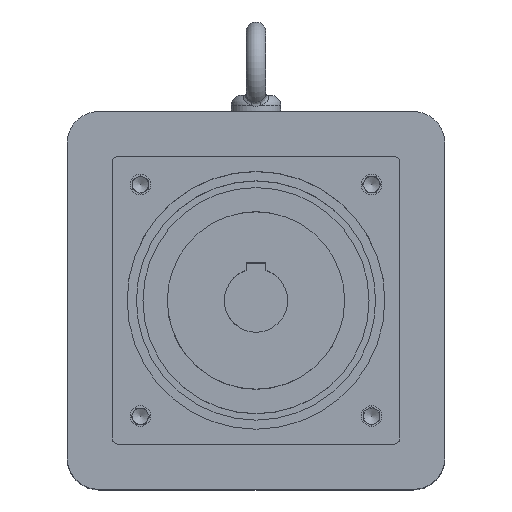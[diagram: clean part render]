
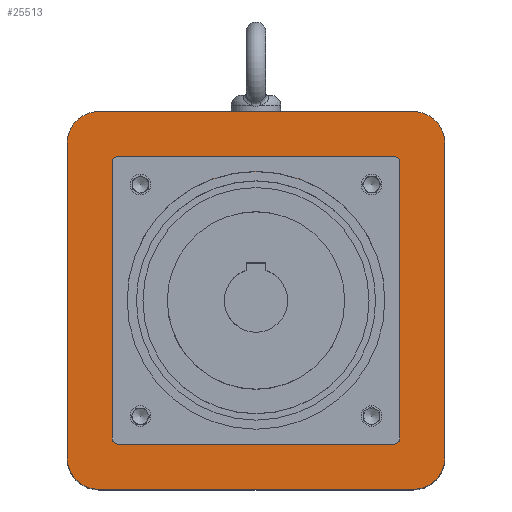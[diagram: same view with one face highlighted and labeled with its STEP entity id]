
A CAD part, top view. The second image highlights one B-rep face of the part: STEP entity #25513.
In plain terms, the highlighted planar face has unit normal (0, 0, 1).
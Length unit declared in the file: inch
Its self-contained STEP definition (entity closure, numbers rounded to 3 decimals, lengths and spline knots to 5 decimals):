
#424 = DIRECTION ( 'NONE',  ( -1., 0., 0. ) ) ;
#448 = CARTESIAN_POINT ( 'NONE',  ( -2.49407, -2.29672, 14.0963 ) ) ;
#498 = EDGE_LOOP ( 'NONE', ( #9138 ) ) ;
#1587 = CIRCLE ( 'NONE', #7695, 0.19735 ) ;
#1683 = CIRCLE ( 'NONE', #14444, 0.625 ) ;
#2147 = EDGE_CURVE ( 'NONE', #28080, #2972, #23720, .T. ) ;
#2234 = EDGE_CURVE ( 'NONE', #10013, #6183, #24698, .T. ) ;
#2316 = CARTESIAN_POINT ( 'NONE',  ( 3.125, 3.75, 14.0963 ) ) ;
#2489 = DIRECTION ( 'NONE',  ( -1., 0., 0. ) ) ;
#2678 = ORIENTED_EDGE ( 'NONE', *, *, #13398, .T. ) ;
#2883 = DIRECTION ( 'NONE',  ( 0., 0., -1. ) ) ;
#2972 = VERTEX_POINT ( 'NONE', #28670 ) ;
#3554 = DIRECTION ( 'NONE',  ( -1., 0., 0. ) ) ;
#4401 = VECTOR ( 'NONE', #12662, 39.37008 ) ;
#4505 = VERTEX_POINT ( 'NONE', #8258 ) ;
#4633 = VECTOR ( 'NONE', #6944, 39.37008 ) ;
#4958 = CARTESIAN_POINT ( 'NONE',  ( 3.75, -3.125, 14.0963 ) ) ;
#5073 = EDGE_CURVE ( 'NONE', #27498, #27498, #1587, .T. ) ;
#5144 = AXIS2_PLACEMENT_3D ( 'NONE', #26208, #28271, #26060 ) ;
#5225 = AXIS2_PLACEMENT_3D ( 'NONE', #16116, #22498, #6632 ) ;
#5244 = EDGE_CURVE ( 'NONE', #6183, #20651, #15047, .T. ) ;
#5256 = CARTESIAN_POINT ( 'NONE',  ( 2.29672, 2.29672, 14.0963 ) ) ;
#6028 = CARTESIAN_POINT ( 'NONE',  ( -3.125, -3.125, 14.0963 ) ) ;
#6183 = VERTEX_POINT ( 'NONE', #20163 ) ;
#6208 = DIRECTION ( 'NONE',  ( 0., -1., 0. ) ) ;
#6346 = ORIENTED_EDGE ( 'NONE', *, *, #2147, .F. ) ;
#6349 = LINE ( 'NONE', #26643, #14156 ) ;
#6632 = DIRECTION ( 'NONE',  ( -1., 0., 0. ) ) ;
#6925 = CIRCLE ( 'NONE', #17825, 0.19735 ) ;
#6936 = CARTESIAN_POINT ( 'NONE',  ( -3.125, -3.125, 14.0963 ) ) ;
#6944 = DIRECTION ( 'NONE',  ( -1., 0., 0. ) ) ;
#7695 = AXIS2_PLACEMENT_3D ( 'NONE', #5256, #2883, #18614 ) ;
#7707 = EDGE_LOOP ( 'NONE', ( #15284, #21665, #24175, #26920, #6346, #8043, #8263, #17887 ) ) ;
#7980 = EDGE_CURVE ( 'NONE', #20651, #4505, #1683, .T. ) ;
#8043 = ORIENTED_EDGE ( 'NONE', *, *, #29276, .F. ) ;
#8132 = DIRECTION ( 'NONE',  ( 0., 0., -1. ) ) ;
#8258 = CARTESIAN_POINT ( 'NONE',  ( -3.125, 3.75, 14.0963 ) ) ;
#8263 = ORIENTED_EDGE ( 'NONE', *, *, #7980, .F. ) ;
#8318 = ORIENTED_EDGE ( 'NONE', *, *, #16285, .F. ) ;
#8964 = CARTESIAN_POINT ( 'NONE',  ( 2.56005, 0., 14.0963 ) ) ;
#9138 = ORIENTED_EDGE ( 'NONE', *, *, #22520, .T. ) ;
#9308 = DIRECTION ( 'NONE',  ( 0., 0., -1. ) ) ;
#9526 = CIRCLE ( 'NONE', #19481, 0.625 ) ;
#10013 = VERTEX_POINT ( 'NONE', #23908 ) ;
#10143 = CARTESIAN_POINT ( 'NONE',  ( -2.49407, 2.29672, 14.0963 ) ) ;
#10952 = AXIS2_PLACEMENT_3D ( 'NONE', #25439, #11521, #20587 ) ;
#10968 = CARTESIAN_POINT ( 'NONE',  ( -3.75, 3.125, 14.0963 ) ) ;
#11521 = DIRECTION ( 'NONE',  ( 0., 0., -1. ) ) ;
#11583 = EDGE_CURVE ( 'NONE', #24538, #24538, #28800, .T. ) ;
#12662 = DIRECTION ( 'NONE',  ( 0., 1., 0. ) ) ;
#12751 = VERTEX_POINT ( 'NONE', #4958 ) ;
#13355 = EDGE_LOOP ( 'NONE', ( #2678 ) ) ;
#13398 = EDGE_CURVE ( 'NONE', #23464, #23464, #18929, .T. ) ;
#13473 = FACE_BOUND ( 'NONE', #21113, .T. ) ;
#13612 = FACE_BOUND ( 'NONE', #13616, .T. ) ;
#13616 = EDGE_LOOP ( 'NONE', ( #8318 ) ) ;
#13850 = CARTESIAN_POINT ( 'NONE',  ( 2.09937, -2.29672, 14.0963 ) ) ;
#14156 = VECTOR ( 'NONE', #21635, 39.37008 ) ;
#14444 = AXIS2_PLACEMENT_3D ( 'NONE', #19594, #17507, #3554 ) ;
#14736 = VERTEX_POINT ( 'NONE', #10143 ) ;
#15047 = LINE ( 'NONE', #18903, #4401 ) ;
#15284 = ORIENTED_EDGE ( 'NONE', *, *, #2234, .F. ) ;
#15984 = CARTESIAN_POINT ( 'NONE',  ( -2.29672, 2.29672, 14.0963 ) ) ;
#16116 = CARTESIAN_POINT ( 'NONE',  ( -2.29672, -2.29672, 14.0963 ) ) ;
#16135 = PLANE ( 'NONE',  #27541 ) ;
#16285 = EDGE_CURVE ( 'NONE', #14736, #14736, #6925, .T. ) ;
#16583 = AXIS2_PLACEMENT_3D ( 'NONE', #19719, #8132, #28877 ) ;
#16900 = EDGE_CURVE ( 'NONE', #2972, #12751, #26508, .T. ) ;
#17009 = DIRECTION ( 'NONE',  ( 0., 0., -1. ) ) ;
#17195 = CARTESIAN_POINT ( 'NONE',  ( 3.75, 3.125, 14.0963 ) ) ;
#17507 = DIRECTION ( 'NONE',  ( 0., 0., -1. ) ) ;
#17825 = AXIS2_PLACEMENT_3D ( 'NONE', #15984, #25020, #2489 ) ;
#17887 = ORIENTED_EDGE ( 'NONE', *, *, #5244, .F. ) ;
#18222 = LINE ( 'NONE', #27238, #4633 ) ;
#18356 = FACE_BOUND ( 'NONE', #18511, .T. ) ;
#18511 = EDGE_LOOP ( 'NONE', ( #22376 ) ) ;
#18614 = DIRECTION ( 'NONE',  ( -1., 0., 0. ) ) ;
#18661 = ORIENTED_EDGE ( 'NONE', *, *, #5073, .T. ) ;
#18903 = CARTESIAN_POINT ( 'NONE',  ( -3.75, -3.125, 14.0963 ) ) ;
#18929 = CIRCLE ( 'NONE', #16583, 0.19735 ) ;
#19481 = AXIS2_PLACEMENT_3D ( 'NONE', #26900, #20701, #24966 ) ;
#19594 = CARTESIAN_POINT ( 'NONE',  ( -3.125, 3.125, 14.0963 ) ) ;
#19719 = CARTESIAN_POINT ( 'NONE',  ( 2.29672, -2.29672, 14.0963 ) ) ;
#19981 = AXIS2_PLACEMENT_3D ( 'NONE', #6028, #17009, #26032 ) ;
#20163 = CARTESIAN_POINT ( 'NONE',  ( -3.75, -3.125, 14.0963 ) ) ;
#20587 = DIRECTION ( 'NONE',  ( -1., 0., 0. ) ) ;
#20651 = VERTEX_POINT ( 'NONE', #10968 ) ;
#20701 = DIRECTION ( 'NONE',  ( 0., 0., -1. ) ) ;
#20769 = VERTEX_POINT ( 'NONE', #448 ) ;
#20892 = FACE_OUTER_BOUND ( 'NONE', #7707, .T. ) ;
#21070 = CARTESIAN_POINT ( 'NONE',  ( 3.125, -3.75, 14.0963 ) ) ;
#21113 = EDGE_LOOP ( 'NONE', ( #18661 ) ) ;
#21635 = DIRECTION ( 'NONE',  ( 1., 0., 0. ) ) ;
#21665 = ORIENTED_EDGE ( 'NONE', *, *, #27776, .F. ) ;
#22376 = ORIENTED_EDGE ( 'NONE', *, *, #11583, .F. ) ;
#22498 = DIRECTION ( 'NONE',  ( 0., 0., -1. ) ) ;
#22511 = FACE_BOUND ( 'NONE', #13355, .T. ) ;
#22520 = EDGE_CURVE ( 'NONE', #20769, #20769, #25587, .T. ) ;
#23000 = EDGE_CURVE ( 'NONE', #12751, #24457, #9526, .T. ) ;
#23464 = VERTEX_POINT ( 'NONE', #13850 ) ;
#23720 = CIRCLE ( 'NONE', #10952, 0.625 ) ;
#23908 = CARTESIAN_POINT ( 'NONE',  ( -3.125, -3.75, 14.0963 ) ) ;
#24175 = ORIENTED_EDGE ( 'NONE', *, *, #23000, .F. ) ;
#24457 = VERTEX_POINT ( 'NONE', #21070 ) ;
#24538 = VERTEX_POINT ( 'NONE', #8964 ) ;
#24698 = CIRCLE ( 'NONE', #19981, 0.625 ) ;
#24966 = DIRECTION ( 'NONE',  ( -1., 0., 0. ) ) ;
#25020 = DIRECTION ( 'NONE',  ( 0., 0., 1. ) ) ;
#25439 = CARTESIAN_POINT ( 'NONE',  ( 3.125, 3.125, 14.0963 ) ) ;
#25513 = ADVANCED_FACE ( 'NONE', ( #13612, #13473, #22511, #27231, #18356, #20892 ), #16135, .F. ) ;
#25587 = CIRCLE ( 'NONE', #5225, 0.19735 ) ;
#26032 = DIRECTION ( 'NONE',  ( -1., 0., 0. ) ) ;
#26060 = DIRECTION ( 'NONE',  ( 1., 0., 0. ) ) ;
#26208 = CARTESIAN_POINT ( 'NONE',  ( 0., 0., 14.0963 ) ) ;
#26508 = LINE ( 'NONE', #17195, #27288 ) ;
#26643 = CARTESIAN_POINT ( 'NONE',  ( -3.125, 3.75, 14.0963 ) ) ;
#26900 = CARTESIAN_POINT ( 'NONE',  ( 3.125, -3.125, 14.0963 ) ) ;
#26920 = ORIENTED_EDGE ( 'NONE', *, *, #16900, .F. ) ;
#27231 = FACE_BOUND ( 'NONE', #498, .T. ) ;
#27238 = CARTESIAN_POINT ( 'NONE',  ( 3.125, -3.75, 14.0963 ) ) ;
#27288 = VECTOR ( 'NONE', #6208, 39.37008 ) ;
#27498 = VERTEX_POINT ( 'NONE', #27646 ) ;
#27541 = AXIS2_PLACEMENT_3D ( 'NONE', #6936, #9308, #424 ) ;
#27646 = CARTESIAN_POINT ( 'NONE',  ( 2.09937, 2.29672, 14.0963 ) ) ;
#27776 = EDGE_CURVE ( 'NONE', #24457, #10013, #18222, .T. ) ;
#28080 = VERTEX_POINT ( 'NONE', #2316 ) ;
#28271 = DIRECTION ( 'NONE',  ( 0., 0., 1. ) ) ;
#28670 = CARTESIAN_POINT ( 'NONE',  ( 3.75, 3.125, 14.0963 ) ) ;
#28800 = CIRCLE ( 'NONE', #5144, 2.56005 ) ;
#28877 = DIRECTION ( 'NONE',  ( -1., 0., 0. ) ) ;
#29276 = EDGE_CURVE ( 'NONE', #4505, #28080, #6349, .T. ) ;
